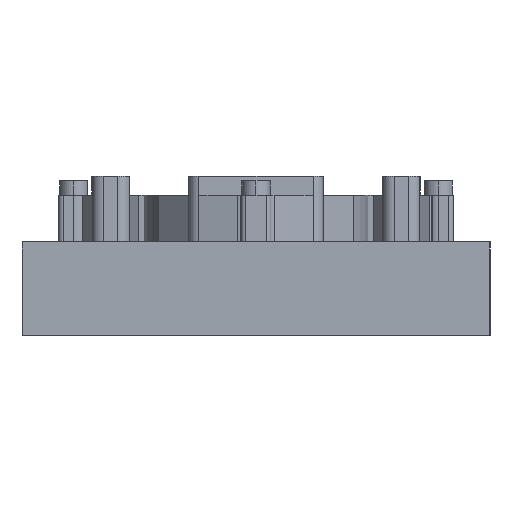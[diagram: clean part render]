
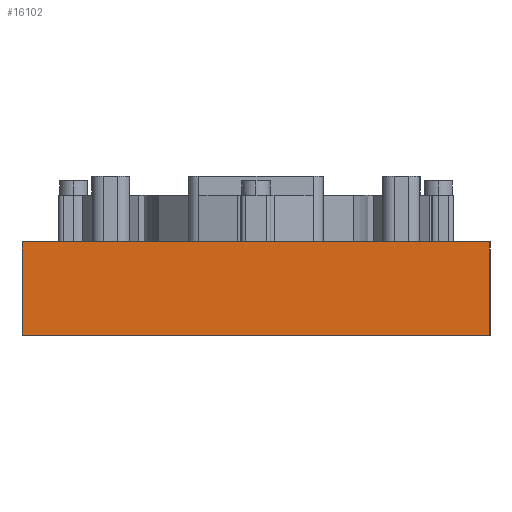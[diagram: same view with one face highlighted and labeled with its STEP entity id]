
A CAD part, left-side view. The second image highlights one B-rep face of the part: STEP entity #16102.
In plain terms, the highlighted planar face has unit normal (-1, 0, 0).
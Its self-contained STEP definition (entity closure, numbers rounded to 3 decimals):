
#135 = VERTEX_POINT ( 'NONE', #12798 ) ;
#5975 = EDGE_CURVE ( 'NONE', #6040, #135, #13542, .T. ) ;
#6040 = VERTEX_POINT ( 'NONE', #13594 ) ;
#7015 = DIRECTION ( 'NONE',  ( 1., 0., 0. ) ) ;
#7018 = DIRECTION ( 'NONE',  ( 0., 0., -1. ) ) ;
#7019 = VECTOR ( 'NONE', #7018, 1000. ) ;
#7022 = PLANE ( 'NONE',  #7033 ) ;
#7023 = CARTESIAN_POINT ( 'NONE',  ( -22.813, 26.367, 10. ) ) ;
#7028 = FACE_OUTER_BOUND ( 'NONE', #16119, .T. ) ;
#7030 = CARTESIAN_POINT ( 'NONE',  ( -22.813, 26.367, 10. ) ) ;
#7031 = LINE ( 'NONE', #7030, #7019 ) ;
#7033 = AXIS2_PLACEMENT_3D ( 'NONE', #7023, #7015, #7080 ) ;
#7080 = DIRECTION ( 'NONE',  ( 0., 1., 0. ) ) ;
#7818 = CARTESIAN_POINT ( 'NONE',  ( -22.813, -23.633, 0. ) ) ;
#7822 = LINE ( 'NONE', #7880, #7876 ) ;
#7854 = DIRECTION ( 'NONE',  ( 0., 0., -1. ) ) ;
#7855 = VECTOR ( 'NONE', #7854, 1000. ) ;
#7856 = CARTESIAN_POINT ( 'NONE',  ( -22.813, -23.633, 10. ) ) ;
#7864 = LINE ( 'NONE', #7856, #7855 ) ;
#7873 = CARTESIAN_POINT ( 'NONE',  ( -22.813, 26.367, 0. ) ) ;
#7876 = VECTOR ( 'NONE', #7879, 1000. ) ;
#7879 = DIRECTION ( 'NONE',  ( 0., -1., 0. ) ) ;
#7880 = CARTESIAN_POINT ( 'NONE',  ( -22.813, 26.367, 0. ) ) ;
#12798 = CARTESIAN_POINT ( 'NONE',  ( -22.813, -23.633, 10. ) ) ;
#13541 = CARTESIAN_POINT ( 'NONE',  ( -22.813, 26.367, 10. ) ) ;
#13542 = LINE ( 'NONE', #13541, #13604 ) ;
#13594 = CARTESIAN_POINT ( 'NONE',  ( -22.813, 26.367, 10. ) ) ;
#13603 = DIRECTION ( 'NONE',  ( 0., -1., 0. ) ) ;
#13604 = VECTOR ( 'NONE', #13603, 1000. ) ;
#16094 = ORIENTED_EDGE ( 'NONE', *, *, #16096, .T. ) ;
#16095 = ORIENTED_EDGE ( 'NONE', *, *, #5975, .F. ) ;
#16096 = EDGE_CURVE ( 'NONE', #6040, #16595, #7031, .T. ) ;
#16102 = ADVANCED_FACE ( 'NONE', ( #7028 ), #7022, .F. ) ;
#16103 = ORIENTED_EDGE ( 'NONE', *, *, #16599, .F. ) ;
#16115 = ORIENTED_EDGE ( 'NONE', *, *, #16584, .T. ) ;
#16119 = EDGE_LOOP ( 'NONE', ( #16115, #16103, #16095, #16094 ) ) ;
#16581 = VERTEX_POINT ( 'NONE', #7818 ) ;
#16584 = EDGE_CURVE ( 'NONE', #16595, #16581, #7822, .T. ) ;
#16595 = VERTEX_POINT ( 'NONE', #7873 ) ;
#16599 = EDGE_CURVE ( 'NONE', #135, #16581, #7864, .T. ) ;
